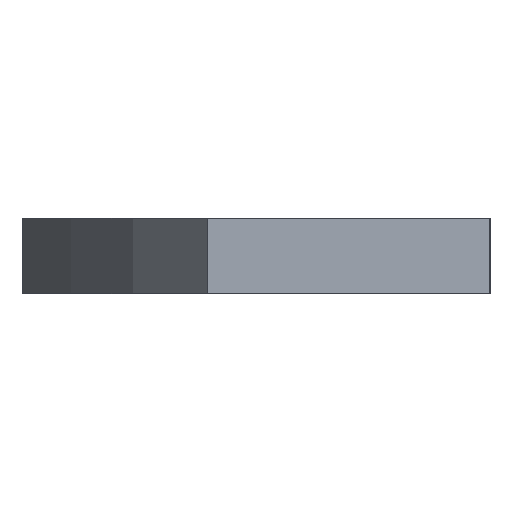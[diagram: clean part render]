
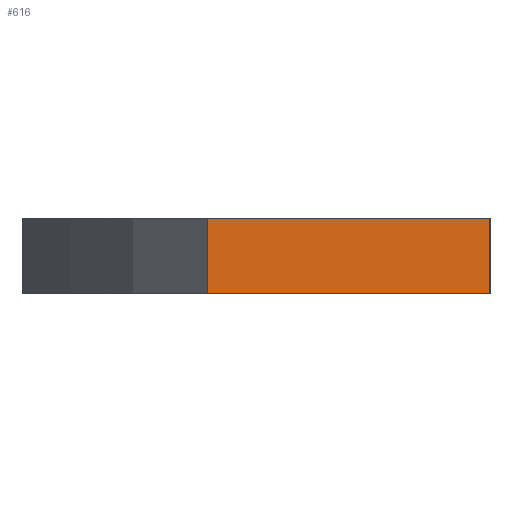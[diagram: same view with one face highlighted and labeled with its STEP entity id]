
A CAD part, left-side view. The second image highlights one B-rep face of the part: STEP entity #616.
In plain terms, the highlighted planar face has unit normal (-1, 0, 0).
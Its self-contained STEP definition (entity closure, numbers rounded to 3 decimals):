
#8 = DIRECTION ( 'NONE',  ( 0., -1., 0. ) ) ;
#169 = LINE ( 'NONE', #492, #290 ) ;
#225 = EDGE_CURVE ( 'NONE', #668, #376, #465, .T. ) ;
#267 = CARTESIAN_POINT ( 'NONE',  ( -46., 3.183, 0. ) ) ;
#290 = VECTOR ( 'NONE', #656, 1000. ) ;
#338 = VERTEX_POINT ( 'NONE', #585 ) ;
#353 = EDGE_CURVE ( 'NONE', #816, #338, #636, .T. ) ;
#376 = VERTEX_POINT ( 'NONE', #579 ) ;
#378 = VECTOR ( 'NONE', #889, 1000. ) ;
#392 = DIRECTION ( 'NONE',  ( 1., 0., 0. ) ) ;
#399 = EDGE_CURVE ( 'NONE', #376, #338, #568, .T. ) ;
#402 = AXIS2_PLACEMENT_3D ( 'NONE', #863, #392, #709 ) ;
#431 = EDGE_CURVE ( 'NONE', #816, #668, #169, .T. ) ;
#437 = ORIENTED_EDGE ( 'NONE', *, *, #225, .F. ) ;
#465 = LINE ( 'NONE', #943, #513 ) ;
#485 = EDGE_LOOP ( 'NONE', ( #775, #946, #548, #437 ) ) ;
#492 = CARTESIAN_POINT ( 'NONE',  ( -46., 3.183, 0. ) ) ;
#513 = VECTOR ( 'NONE', #1026, 1000. ) ;
#548 = ORIENTED_EDGE ( 'NONE', *, *, #399, .F. ) ;
#567 = PLANE ( 'NONE',  #402 ) ;
#568 = LINE ( 'NONE', #883, #378 ) ;
#579 = CARTESIAN_POINT ( 'NONE',  ( -46., -15.5, 5. ) ) ;
#585 = CARTESIAN_POINT ( 'NONE',  ( -46., -15.5, 0. ) ) ;
#616 = ADVANCED_FACE ( 'NONE', ( #1050 ), #567, .F. ) ;
#636 = LINE ( 'NONE', #1052, #1054 ) ;
#656 = DIRECTION ( 'NONE',  ( 0., 0., 1. ) ) ;
#668 = VERTEX_POINT ( 'NONE', #812 ) ;
#709 = DIRECTION ( 'NONE',  ( 0., 0., -1. ) ) ;
#775 = ORIENTED_EDGE ( 'NONE', *, *, #431, .F. ) ;
#812 = CARTESIAN_POINT ( 'NONE',  ( -46., 3.183, 5. ) ) ;
#816 = VERTEX_POINT ( 'NONE', #267 ) ;
#863 = CARTESIAN_POINT ( 'NONE',  ( -46., 15.5, 5. ) ) ;
#883 = CARTESIAN_POINT ( 'NONE',  ( -46., -15.5, 5. ) ) ;
#889 = DIRECTION ( 'NONE',  ( 0., 0., -1. ) ) ;
#943 = CARTESIAN_POINT ( 'NONE',  ( -46., 15.5, 5. ) ) ;
#946 = ORIENTED_EDGE ( 'NONE', *, *, #353, .T. ) ;
#1026 = DIRECTION ( 'NONE',  ( 0., -1., 0. ) ) ;
#1050 = FACE_OUTER_BOUND ( 'NONE', #485, .T. ) ;
#1052 = CARTESIAN_POINT ( 'NONE',  ( -46., 15.5, 0. ) ) ;
#1054 = VECTOR ( 'NONE', #8, 1000. ) ;
